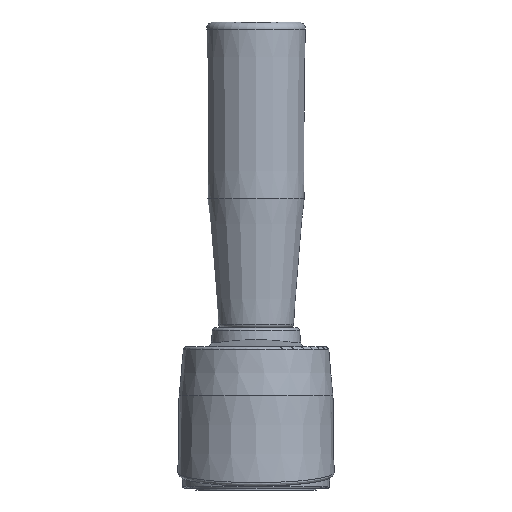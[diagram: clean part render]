
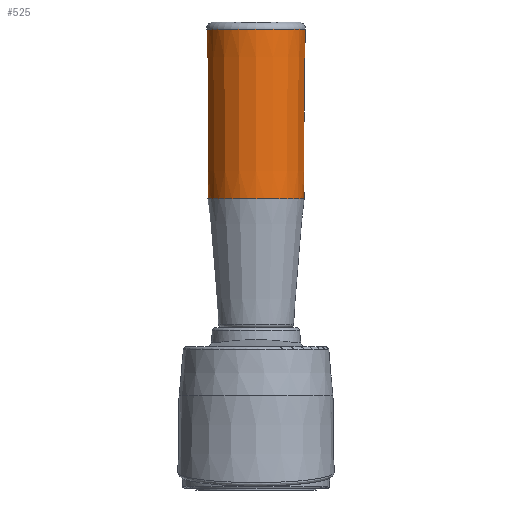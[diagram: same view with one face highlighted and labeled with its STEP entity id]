
A CAD part, left-side view. The second image highlights one B-rep face of the part: STEP entity #525.
In plain terms, the highlighted conical face has half-angle 0.458 degrees and reference radius 14 mm.
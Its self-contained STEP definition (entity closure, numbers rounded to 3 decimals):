
#525 = ADVANCED_FACE( '', ( #1100, #1101 ), #1102, .T. );
#1100 = FACE_OUTER_BOUND( '', #2916, .T. );
#1101 = FACE_BOUND( '', #2917, .T. );
#1102 = CONICAL_SURFACE( '', #2918, 14., 0.008 );
#2916 = EDGE_LOOP( '', ( #4252 ) );
#2917 = EDGE_LOOP( '', ( #4253 ) );
#2918 = AXIS2_PLACEMENT_3D( '', #4254, #4255, #4256 );
#4252 = ORIENTED_EDGE( '', *, *, #4725, .T. );
#4253 = ORIENTED_EDGE( '', *, *, #4525, .T. );
#4254 = CARTESIAN_POINT( '', ( 160., 0., 131.76 ) );
#4255 = DIRECTION( '', ( 0., 0., 1. ) );
#4256 = DIRECTION( '', ( 1., 0., 0. ) );
#4525 = EDGE_CURVE( '', #5158, #5158, #5159, .T. );
#4725 = EDGE_CURVE( '', #5482, #5482, #5483, .T. );
#5158 = VERTEX_POINT( '', #6100 );
#5159 = CIRCLE( '', #6101, 13.6 );
#5482 = VERTEX_POINT( '', #7106 );
#5483 = CIRCLE( '', #7107, 13.984 );
#6100 = CARTESIAN_POINT( '', ( 173.6, 0., 81.76 ) );
#6101 = AXIS2_PLACEMENT_3D( '', #8164, #8165, #8166 );
#7106 = CARTESIAN_POINT( '', ( 146.016, 0., 129.744 ) );
#7107 = AXIS2_PLACEMENT_3D( '', #8362, #8363, #8364 );
#8164 = CARTESIAN_POINT( '', ( 160., 0., 81.76 ) );
#8165 = DIRECTION( '', ( 0., 0., 1. ) );
#8166 = DIRECTION( '', ( 1., 0., 0. ) );
#8362 = CARTESIAN_POINT( '', ( 160., 0., 129.744 ) );
#8363 = DIRECTION( '', ( 0., 0., -1. ) );
#8364 = DIRECTION( '', ( -1., 0., 0. ) );
